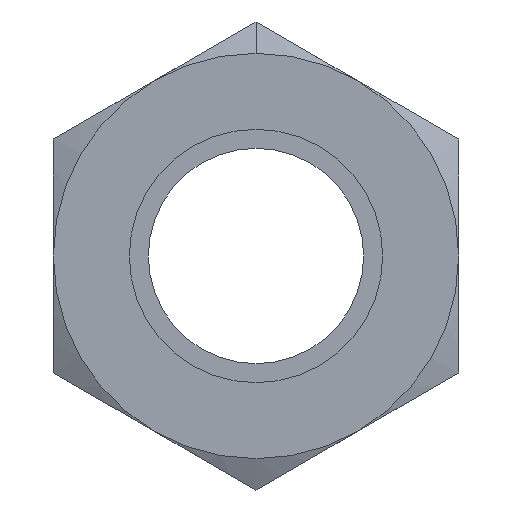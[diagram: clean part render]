
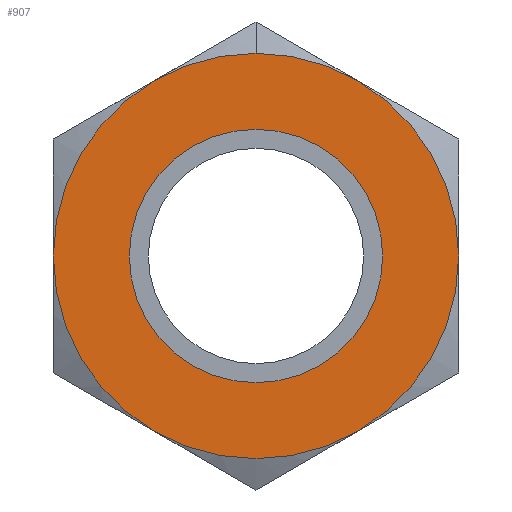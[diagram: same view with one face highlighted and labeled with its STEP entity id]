
A CAD part, front view. The second image highlights one B-rep face of the part: STEP entity #907.
In plain terms, the highlighted planar face has unit normal (0, -1, 0).
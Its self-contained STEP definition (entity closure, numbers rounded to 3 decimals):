
#29 = CIRCLE ( 'NONE', #876, 4. ) ;
#39 = ORIENTED_EDGE ( 'NONE', *, *, #57, .T. ) ;
#50 = AXIS2_PLACEMENT_3D ( 'NONE', #240, #228, #227 ) ;
#57 = EDGE_CURVE ( 'NONE', #677, #964, #96, .T. ) ;
#61 = FACE_OUTER_BOUND ( 'NONE', #991, .T. ) ;
#72 = VERTEX_POINT ( 'NONE', #380 ) ;
#84 = CIRCLE ( 'NONE', #799, 4. ) ;
#89 = VERTEX_POINT ( 'NONE', #454 ) ;
#90 = DIRECTION ( 'NONE',  ( 0., 0., 1. ) ) ;
#96 = CIRCLE ( 'NONE', #743, 4. ) ;
#111 = CARTESIAN_POINT ( 'NONE',  ( 0., 0., 0. ) ) ;
#116 = CIRCLE ( 'NONE', #833, 4. ) ;
#150 = DIRECTION ( 'NONE',  ( 0., 0., 1. ) ) ;
#152 = CARTESIAN_POINT ( 'NONE',  ( 0., 0., 0. ) ) ;
#161 = DIRECTION ( 'NONE',  ( 0., -1., 0. ) ) ;
#162 = ORIENTED_EDGE ( 'NONE', *, *, #411, .T. ) ;
#182 = CARTESIAN_POINT ( 'NONE',  ( 0., 0., -2.5 ) ) ;
#184 = DIRECTION ( 'NONE',  ( 0., 0., 1. ) ) ;
#208 = DIRECTION ( 'NONE',  ( 0., 0., 1. ) ) ;
#209 = DIRECTION ( 'NONE',  ( 0., -1., 0. ) ) ;
#210 = CARTESIAN_POINT ( 'NONE',  ( 0., 0., 0. ) ) ;
#224 = CARTESIAN_POINT ( 'NONE',  ( 4., 0., 0. ) ) ;
#227 = DIRECTION ( 'NONE',  ( 0., 0., 1. ) ) ;
#228 = DIRECTION ( 'NONE',  ( 0., 1., 0. ) ) ;
#234 = PLANE ( 'NONE',  #50 ) ;
#238 = EDGE_CURVE ( 'NONE', #719, #89, #930, .T. ) ;
#240 = CARTESIAN_POINT ( 'NONE',  ( -2.5, 0., 0. ) ) ;
#300 = AXIS2_PLACEMENT_3D ( 'NONE', #544, #589, #520 ) ;
#318 = VERTEX_POINT ( 'NONE', #806 ) ;
#324 = VERTEX_POINT ( 'NONE', #525 ) ;
#330 = CARTESIAN_POINT ( 'NONE',  ( 0., 0., 0. ) ) ;
#342 = ORIENTED_EDGE ( 'NONE', *, *, #471, .F. ) ;
#357 = DIRECTION ( 'NONE',  ( 0., -1., 0. ) ) ;
#380 = CARTESIAN_POINT ( 'NONE',  ( 2., 0., 3.464 ) ) ;
#386 = FACE_BOUND ( 'NONE', #977, .T. ) ;
#388 = ORIENTED_EDGE ( 'NONE', *, *, #622, .T. ) ;
#392 = DIRECTION ( 'NONE',  ( 0., 0., -1. ) ) ;
#405 = EDGE_CURVE ( 'NONE', #992, #324, #720, .T. ) ;
#411 = EDGE_CURVE ( 'NONE', #318, #719, #703, .T. ) ;
#421 = CARTESIAN_POINT ( 'NONE',  ( 0., 0., 0. ) ) ;
#431 = EDGE_CURVE ( 'NONE', #964, #72, #482, .T. ) ;
#438 = CARTESIAN_POINT ( 'NONE',  ( -2., 0., -3.464 ) ) ;
#452 = ORIENTED_EDGE ( 'NONE', *, *, #941, .T. ) ;
#454 = CARTESIAN_POINT ( 'NONE',  ( -4., 0., 0. ) ) ;
#471 = EDGE_CURVE ( 'NONE', #324, #992, #689, .T. ) ;
#482 = CIRCLE ( 'NONE', #626, 4. ) ;
#497 = DIRECTION ( 'NONE',  ( 0., -1., 0. ) ) ;
#498 = CARTESIAN_POINT ( 'NONE',  ( 0., 0., 0. ) ) ;
#520 = DIRECTION ( 'NONE',  ( 0., 0., -1. ) ) ;
#525 = CARTESIAN_POINT ( 'NONE',  ( 0., 0., 2.5 ) ) ;
#529 = ORIENTED_EDGE ( 'NONE', *, *, #405, .F. ) ;
#544 = CARTESIAN_POINT ( 'NONE',  ( 0., 0., 0. ) ) ;
#589 = DIRECTION ( 'NONE',  ( 0., -1., 0. ) ) ;
#594 = AXIS2_PLACEMENT_3D ( 'NONE', #421, #976, #392 ) ;
#622 = EDGE_CURVE ( 'NONE', #72, #318, #84, .T. ) ;
#626 = AXIS2_PLACEMENT_3D ( 'NONE', #656, #722, #658 ) ;
#652 = AXIS2_PLACEMENT_3D ( 'NONE', #498, #497, #184 ) ;
#656 = CARTESIAN_POINT ( 'NONE',  ( 0., 0., 0. ) ) ;
#658 = DIRECTION ( 'NONE',  ( 0., 0., 1. ) ) ;
#677 = VERTEX_POINT ( 'NONE', #747 ) ;
#689 = CIRCLE ( 'NONE', #300, 2.5 ) ;
#692 = DIRECTION ( 'NONE',  ( 0., 0., 1. ) ) ;
#695 = DIRECTION ( 'NONE',  ( 0., -1., 0. ) ) ;
#696 = CARTESIAN_POINT ( 'NONE',  ( 0., 0., 0. ) ) ;
#698 = EDGE_CURVE ( 'NONE', #89, #822, #116, .T. ) ;
#700 = CARTESIAN_POINT ( 'NONE',  ( -2., 0., 3.464 ) ) ;
#703 = CIRCLE ( 'NONE', #784, 4. ) ;
#719 = VERTEX_POINT ( 'NONE', #700 ) ;
#720 = CIRCLE ( 'NONE', #594, 2.5 ) ;
#722 = DIRECTION ( 'NONE',  ( 0., -1., 0. ) ) ;
#743 = AXIS2_PLACEMENT_3D ( 'NONE', #111, #357, #90 ) ;
#747 = CARTESIAN_POINT ( 'NONE',  ( 2., 0., -3.464 ) ) ;
#784 = AXIS2_PLACEMENT_3D ( 'NONE', #330, #917, #877 ) ;
#799 = AXIS2_PLACEMENT_3D ( 'NONE', #152, #161, #150 ) ;
#806 = CARTESIAN_POINT ( 'NONE',  ( 0., 0., 4. ) ) ;
#807 = ORIENTED_EDGE ( 'NONE', *, *, #431, .T. ) ;
#822 = VERTEX_POINT ( 'NONE', #438 ) ;
#833 = AXIS2_PLACEMENT_3D ( 'NONE', #696, #695, #692 ) ;
#876 = AXIS2_PLACEMENT_3D ( 'NONE', #210, #209, #208 ) ;
#877 = DIRECTION ( 'NONE',  ( 0., 0., 1. ) ) ;
#907 = ADVANCED_FACE ( 'NONE', ( #61, #386 ), #234, .F. ) ;
#917 = DIRECTION ( 'NONE',  ( 0., -1., 0. ) ) ;
#919 = ORIENTED_EDGE ( 'NONE', *, *, #238, .T. ) ;
#930 = CIRCLE ( 'NONE', #652, 4. ) ;
#941 = EDGE_CURVE ( 'NONE', #822, #677, #29, .T. ) ;
#960 = ORIENTED_EDGE ( 'NONE', *, *, #698, .T. ) ;
#964 = VERTEX_POINT ( 'NONE', #224 ) ;
#976 = DIRECTION ( 'NONE',  ( 0., -1., 0. ) ) ;
#977 = EDGE_LOOP ( 'NONE', ( #529, #342 ) ) ;
#991 = EDGE_LOOP ( 'NONE', ( #919, #960, #452, #39, #807, #388, #162 ) ) ;
#992 = VERTEX_POINT ( 'NONE', #182 ) ;
